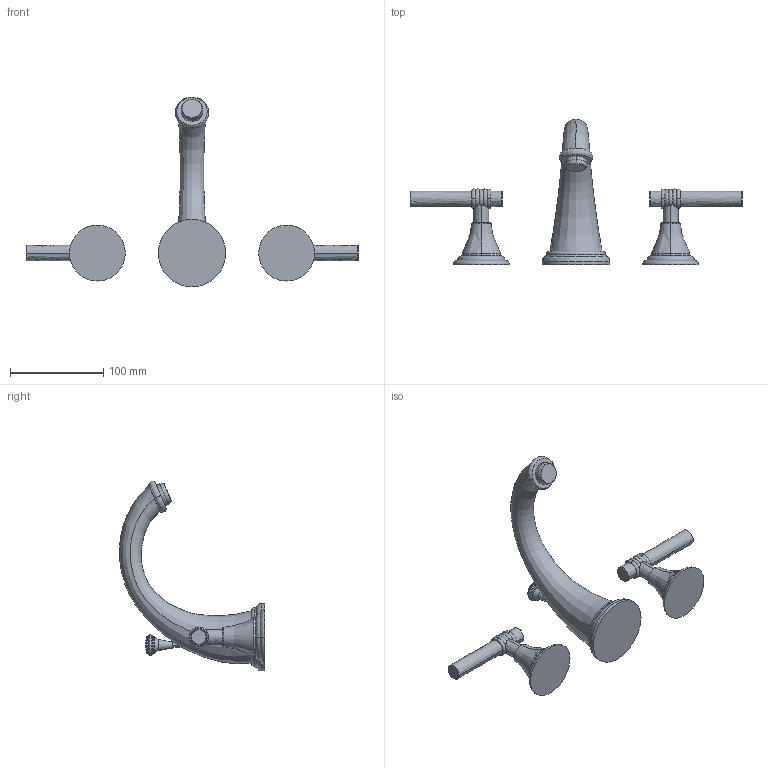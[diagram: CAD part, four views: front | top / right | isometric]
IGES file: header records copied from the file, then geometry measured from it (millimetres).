
Start section:  PTC IGES file: 900.igs
Global section: file name: 900.igs; native system: Creo Parametric by PTC Inc.; preprocessor: 2018400; author: jinson.thomas; organization: Unknown; date: 20201125.161559; units: inch
Bounding box: 356.31 x 155.98 x 203.63 mm (x, y, z)
Volume: 439841.8 mm3; surface area: 72179.5 mm2
Topology: 3 solids, 3 shells, 124 faces, 280 edges, 169 vertices
Faces by surface type: revolution 102, bspline 22
